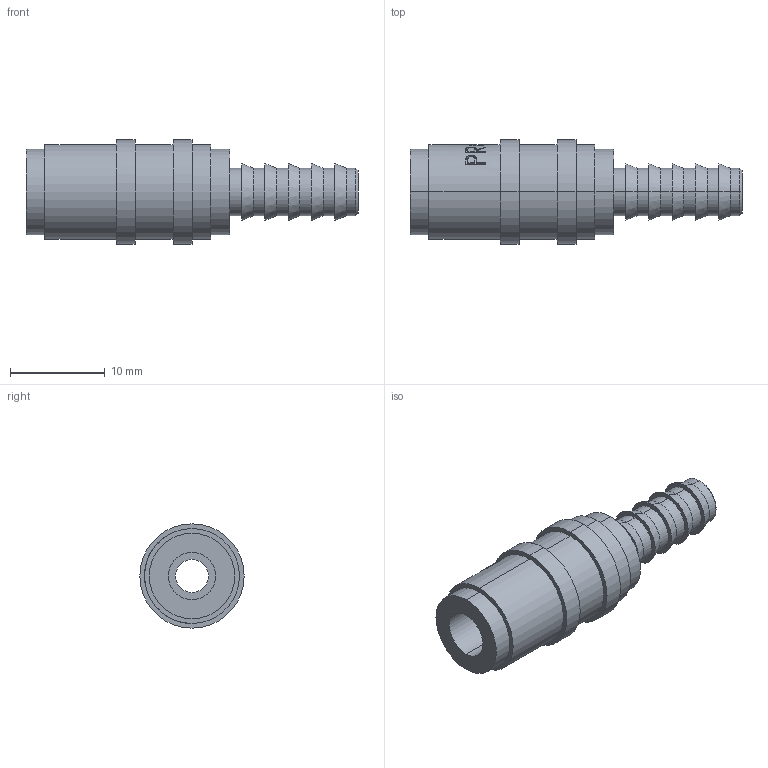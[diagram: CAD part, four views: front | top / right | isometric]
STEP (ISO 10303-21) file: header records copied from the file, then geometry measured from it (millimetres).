
FILE_DESCRIPTION (( 'STEP AP203' ), '1' );
FILE_NAME ('7080.STEP', '2025-09-15T18:59:47', ( '' ), ( '' ), 'SwSTEP 2.0', 'SolidWorks 2019', '' );
FILE_SCHEMA (( 'CONFIG_CONTROL_DESIGN' ));
Length unit declared in the file: millimetre
Products named in the file (1): 7080
Bounding box: 35 x 11 x 11 mm (x, y, z)
Volume: 1446.5 mm3; surface area: 1646.4 mm2
Topology: 1 solids, 1 shells, 140 faces, 336 edges, 220 vertices
Faces by surface type: plane 47, bspline 42, cylinder 39, cone 12
Entity records: 7778 total; most frequent: CARTESIAN_POINT 4716, ORIENTED_EDGE 672, DIRECTION 510, EDGE_CURVE 336, VERTEX_POINT 220, AXIS2_PLACEMENT_3D 211, EDGE_LOOP 164, FACE_OUTER_BOUND 140
